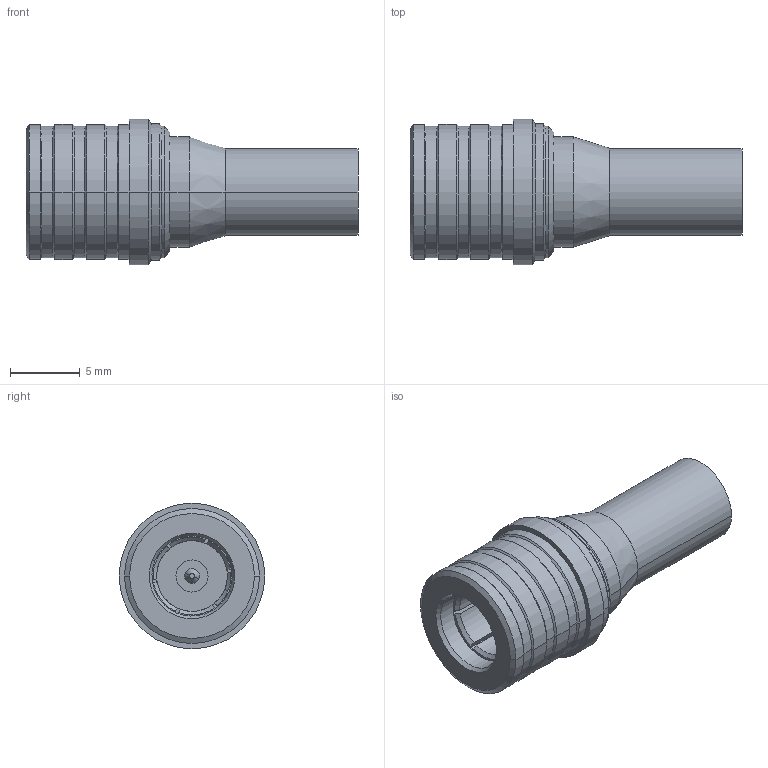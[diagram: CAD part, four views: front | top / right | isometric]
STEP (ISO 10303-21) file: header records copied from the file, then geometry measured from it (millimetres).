
FILE_DESCRIPTION (( 'STEP AP203' ), '1' );
FILE_NAME ('FMCN1893.STEP', '2022-01-21T19:56:12', ( '' ), ( '' ), 'SwSTEP 2.0', 'SolidWorks 2021', '' );
FILE_SCHEMA (( 'CONFIG_CONTROL_DESIGN' ));
Length unit declared in the file: inch
Products named in the file (1): FMCN1893
Bounding box: 23.74 x 10.41 x 10.41 mm (x, y, z)
Volume: 737.7 mm3; surface area: 1602.5 mm2
Topology: 2 solids, 2 shells, 140 faces, 344 edges, 209 vertices
Faces by surface type: cylinder 52, cone 47, plane 41
Entity records: 4274 total; most frequent: CARTESIAN_POINT 808, DIRECTION 751, ORIENTED_EDGE 688, EDGE_CURVE 344, AXIS2_PLACEMENT_3D 296, VERTEX_POINT 209, LINE 159, VECTOR 159
